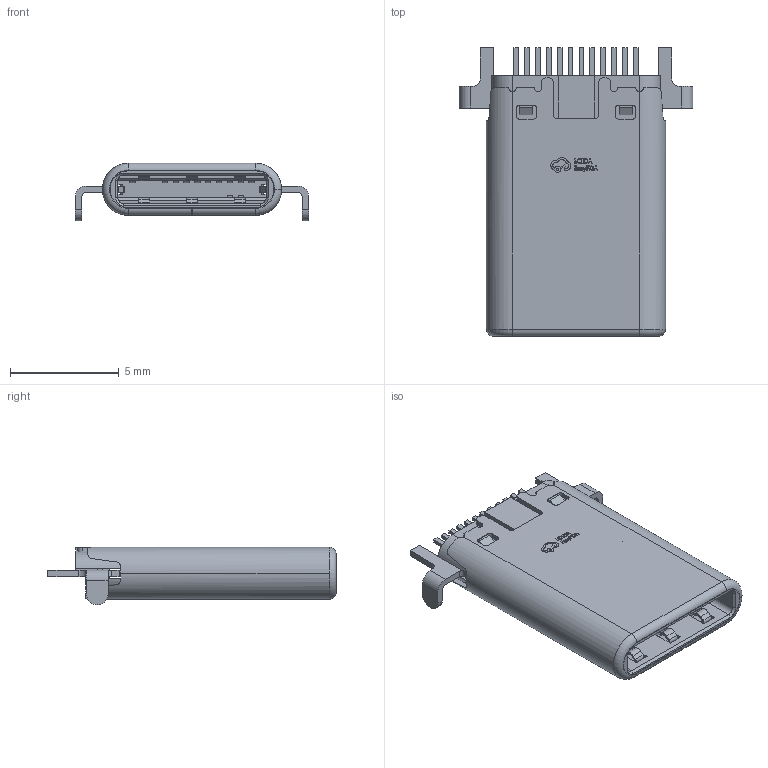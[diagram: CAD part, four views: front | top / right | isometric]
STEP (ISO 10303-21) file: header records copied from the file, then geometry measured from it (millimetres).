
FILE_DESCRIPTION (( 'STEP AP214' ), '1' );
FILE_NAME ('USB-SMD_GT-USB-8016B.STEP', '2024-11-26T08:28:39', ( '' ), ( '' ), 'SwSTEP 2.0', 'SolidWorks 2021', '' );
FILE_SCHEMA (( 'AUTOMOTIVE_DESIGN' ));
Length unit declared in the file: millimetre
Products named in the file (1): USB-SMD_GT-USB-8016B
Bounding box: 10.75 x 13.29 x 2.65 mm (x, y, z)
Volume: 163.7 mm3; surface area: 1122.3 mm2
Topology: 3 solids, 8 shells, 1985 faces, 5671 edges, 3735 vertices
Faces by surface type: bspline 1477, plane 366, cylinder 133, torus 9
Entity records: 87558 total; most frequent: CARTESIAN_POINT 18568, ORIENTED_EDGE 11342, DIRECTION 7138, EDGE_CURVE 5671, VECTOR 4532, LINE 4532, VERTEX_POINT 3735, EDGE_LOOP 2060
